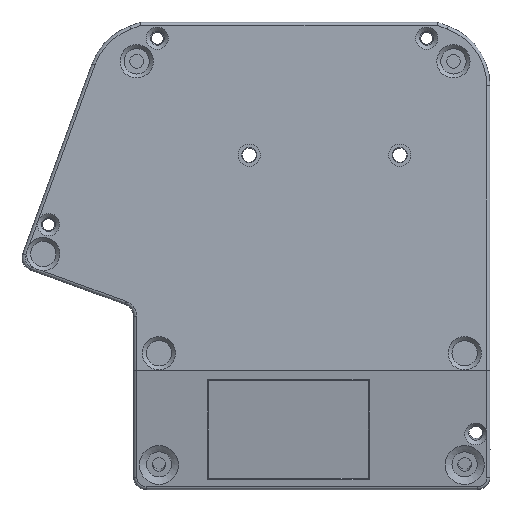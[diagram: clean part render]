
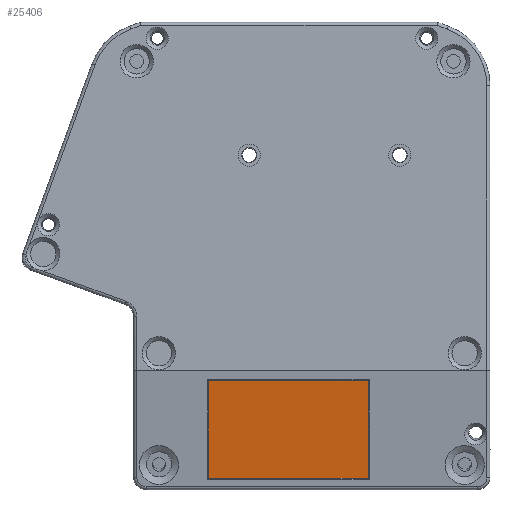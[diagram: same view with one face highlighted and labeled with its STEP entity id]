
A CAD part, front view. The second image highlights one B-rep face of the part: STEP entity #25406.
In plain terms, the highlighted planar face has unit normal (0, -0.988, -0.156).
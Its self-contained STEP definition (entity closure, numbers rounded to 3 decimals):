
#23217 = PLANE('',#23218);
#23218 = AXIS2_PLACEMENT_3D('',#23219,#23220,#23221);
#23219 = CARTESIAN_POINT('',(28.585,-11.803,
    6.106));
#23220 = DIRECTION('',(0.707,-0.698,-0.111));
#23221 = DIRECTION('',(-0.155,0.,
    -0.988));
#23245 = PLANE('',#23246);
#23246 = AXIS2_PLACEMENT_3D('',#23247,#23248,#23249);
#23247 = CARTESIAN_POINT('',(38.307,-11.111,
    1.737));
#23248 = DIRECTION('',(0.,-0.588,-0.809));
#23249 = DIRECTION('',(-1.,0.,0.));
#23273 = PLANE('',#23274);
#23274 = AXIS2_PLACEMENT_3D('',#23275,#23276,#23277);
#23275 = CARTESIAN_POINT('',(92.974,-14.912,
    25.737));
#23276 = DIRECTION('',(-0.707,-0.698,-0.111)
  );
#23277 = DIRECTION('',(-0.155,0.,0.988)
  );
#23299 = PLANE('',#23300);
#23300 = AXIS2_PLACEMENT_3D('',#23301,#23302,#23303);
#23301 = CARTESIAN_POINT('',(70.311,-4.833,
    -37.901));
#23302 = DIRECTION('',(0.,-0.809,0.588));
#23303 = DIRECTION('',(1.,0.,0.));
#24790 = VERTEX_POINT('',#24791);
#24791 = CARTESIAN_POINT('',(28.776,-4.675,
    -37.683));
#24812 = EDGE_CURVE('',#24790,#24813,#24815,.T.);
#24813 = VERTEX_POINT('',#24814);
#24814 = CARTESIAN_POINT('',(28.776,-10.893,
    1.578));
#24815 = SURFACE_CURVE('',#24816,(#24820,#24827),.PCURVE_S1.);
#24816 = LINE('',#24817,#24818);
#24817 = CARTESIAN_POINT('',(28.776,-4.675,
    -37.683));
#24818 = VECTOR('',#24819,1.);
#24819 = DIRECTION('',(0.,-0.156,0.988));
#24820 = PCURVE('',#23217,#24821);
#24821 = DEFINITIONAL_REPRESENTATION('',(#24822),#24826);
#24822 = LINE('',#24823,#24824);
#24823 = CARTESIAN_POINT('',(43.233,9.96));
#24824 = VECTOR('',#24825,1.);
#24825 = DIRECTION('',(-0.976,-0.219));
#24826 = ( GEOMETRIC_REPRESENTATION_CONTEXT(2) 
PARAMETRIC_REPRESENTATION_CONTEXT() REPRESENTATION_CONTEXT('2D SPACE',''
  ) );
#24827 = PCURVE('',#24828,#24833);
#24828 = PLANE('',#24829);
#24829 = AXIS2_PLACEMENT_3D('',#24830,#24831,#24832);
#24830 = CARTESIAN_POINT('',(60.78,-7.784,
    -18.052));
#24831 = DIRECTION('',(0.,0.988,0.156));
#24832 = DIRECTION('',(0.,-0.156,0.988));
#24833 = DEFINITIONAL_REPRESENTATION('',(#24834),#24838);
#24834 = LINE('',#24835,#24836);
#24835 = CARTESIAN_POINT('',(-19.876,-32.004));
#24836 = VECTOR('',#24837,1.);
#24837 = DIRECTION('',(1.,0.));
#24838 = ( GEOMETRIC_REPRESENTATION_CONTEXT(2) 
PARAMETRIC_REPRESENTATION_CONTEXT() REPRESENTATION_CONTEXT('2D SPACE',''
  ) );
#24866 = EDGE_CURVE('',#24813,#24867,#24869,.T.);
#24867 = VERTEX_POINT('',#24868);
#24868 = CARTESIAN_POINT('',(92.784,-10.893,
    1.578));
#24869 = SURFACE_CURVE('',#24870,(#24874,#24881),.PCURVE_S1.);
#24870 = LINE('',#24871,#24872);
#24871 = CARTESIAN_POINT('',(28.776,-10.893,
    1.578));
#24872 = VECTOR('',#24873,1.);
#24873 = DIRECTION('',(1.,0.,0.));
#24874 = PCURVE('',#23245,#24875);
#24875 = DEFINITIONAL_REPRESENTATION('',(#24876),#24880);
#24876 = LINE('',#24877,#24878);
#24877 = CARTESIAN_POINT('',(9.531,0.269));
#24878 = VECTOR('',#24879,1.);
#24879 = DIRECTION('',(-1.,0.));
#24880 = ( GEOMETRIC_REPRESENTATION_CONTEXT(2) 
PARAMETRIC_REPRESENTATION_CONTEXT() REPRESENTATION_CONTEXT('2D SPACE',''
  ) );
#24881 = PCURVE('',#24828,#24882);
#24882 = DEFINITIONAL_REPRESENTATION('',(#24883),#24887);
#24883 = LINE('',#24884,#24885);
#24884 = CARTESIAN_POINT('',(19.876,-32.004));
#24885 = VECTOR('',#24886,1.);
#24886 = DIRECTION('',(0.,1.));
#24887 = ( GEOMETRIC_REPRESENTATION_CONTEXT(2) 
PARAMETRIC_REPRESENTATION_CONTEXT() REPRESENTATION_CONTEXT('2D SPACE',''
  ) );
#24915 = VERTEX_POINT('',#24916);
#24916 = CARTESIAN_POINT('',(92.784,-4.675,
    -37.683));
#24937 = EDGE_CURVE('',#24915,#24790,#24938,.T.);
#24938 = SURFACE_CURVE('',#24939,(#24943,#24950),.PCURVE_S1.);
#24939 = LINE('',#24940,#24941);
#24940 = CARTESIAN_POINT('',(92.784,-4.675,
    -37.683));
#24941 = VECTOR('',#24942,1.);
#24942 = DIRECTION('',(-1.,0.,0.));
#24943 = PCURVE('',#23299,#24944);
#24944 = DEFINITIONAL_REPRESENTATION('',(#24945),#24949);
#24945 = LINE('',#24946,#24947);
#24946 = CARTESIAN_POINT('',(22.473,0.269));
#24947 = VECTOR('',#24948,1.);
#24948 = DIRECTION('',(-1.,0.));
#24949 = ( GEOMETRIC_REPRESENTATION_CONTEXT(2) 
PARAMETRIC_REPRESENTATION_CONTEXT() REPRESENTATION_CONTEXT('2D SPACE',''
  ) );
#24950 = PCURVE('',#24828,#24951);
#24951 = DEFINITIONAL_REPRESENTATION('',(#24952),#24956);
#24952 = LINE('',#24953,#24954);
#24953 = CARTESIAN_POINT('',(-19.876,32.004));
#24954 = VECTOR('',#24955,1.);
#24955 = DIRECTION('',(0.,-1.));
#24956 = ( GEOMETRIC_REPRESENTATION_CONTEXT(2) 
PARAMETRIC_REPRESENTATION_CONTEXT() REPRESENTATION_CONTEXT('2D SPACE',''
  ) );
#24962 = EDGE_CURVE('',#24867,#24915,#24963,.T.);
#24963 = SURFACE_CURVE('',#24964,(#24968,#24975),.PCURVE_S1.);
#24964 = LINE('',#24965,#24966);
#24965 = CARTESIAN_POINT('',(92.784,-10.893,
    1.578));
#24966 = VECTOR('',#24967,1.);
#24967 = DIRECTION('',(0.,0.156,-0.988));
#24968 = PCURVE('',#23273,#24969);
#24969 = DEFINITIONAL_REPRESENTATION('',(#24970),#24974);
#24970 = LINE('',#24971,#24972);
#24971 = CARTESIAN_POINT('',(-23.839,5.616));
#24972 = VECTOR('',#24973,1.);
#24973 = DIRECTION('',(-0.976,0.219));
#24974 = ( GEOMETRIC_REPRESENTATION_CONTEXT(2) 
PARAMETRIC_REPRESENTATION_CONTEXT() REPRESENTATION_CONTEXT('2D SPACE',''
  ) );
#24975 = PCURVE('',#24828,#24976);
#24976 = DEFINITIONAL_REPRESENTATION('',(#24977),#24981);
#24977 = LINE('',#24978,#24979);
#24978 = CARTESIAN_POINT('',(19.876,32.004));
#24979 = VECTOR('',#24980,1.);
#24980 = DIRECTION('',(-1.,0.));
#24981 = ( GEOMETRIC_REPRESENTATION_CONTEXT(2) 
PARAMETRIC_REPRESENTATION_CONTEXT() REPRESENTATION_CONTEXT('2D SPACE',''
  ) );
#25406 = ADVANCED_FACE('',(#25407),#24828,.F.);
#25407 = FACE_BOUND('',#25408,.T.);
#25408 = EDGE_LOOP('',(#25409,#25410,#25411,#25412));
#25409 = ORIENTED_EDGE('',*,*,#24866,.F.);
#25410 = ORIENTED_EDGE('',*,*,#24812,.F.);
#25411 = ORIENTED_EDGE('',*,*,#24937,.F.);
#25412 = ORIENTED_EDGE('',*,*,#24962,.F.);
